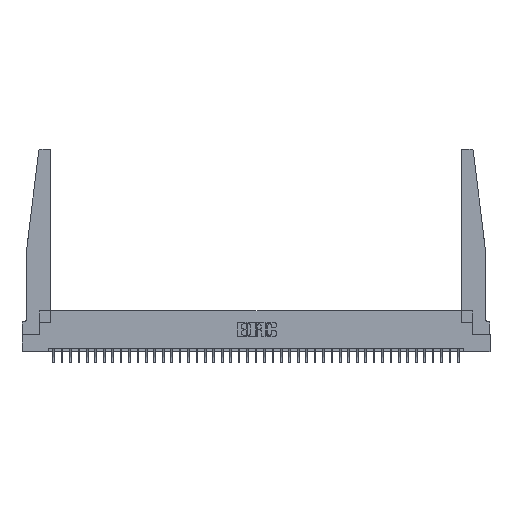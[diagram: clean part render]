
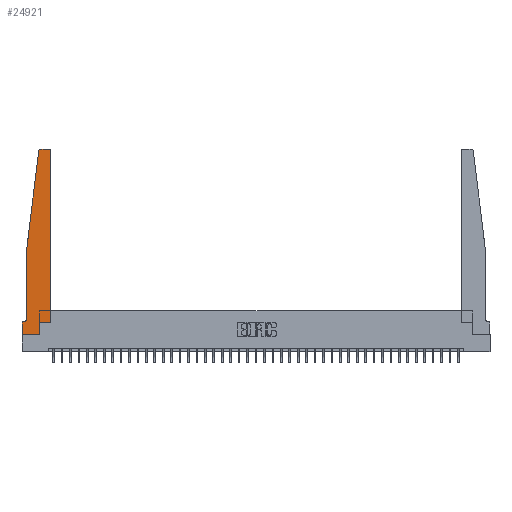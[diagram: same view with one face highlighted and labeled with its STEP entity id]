
A CAD part, top view. The second image highlights one B-rep face of the part: STEP entity #24921.
In plain terms, the highlighted planar face has unit normal (0, 0, 1).
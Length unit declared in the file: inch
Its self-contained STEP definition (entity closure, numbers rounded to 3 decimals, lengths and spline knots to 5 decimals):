
#160 = CARTESIAN_POINT ( 'NONE',  ( 0.425, 2.72, 0.37 ) ) ;
#366 = VECTOR ( 'NONE', #32059, 39.37008 ) ;
#604 = CARTESIAN_POINT ( 'NONE',  ( 0., 0.1875, 0.37 ) ) ;
#968 = CARTESIAN_POINT ( 'NONE',  ( 0.2605, 0.18, 0.37 ) ) ;
#1894 = ORIENTED_EDGE ( 'NONE', *, *, #32363, .T. ) ;
#2272 = CARTESIAN_POINT ( 'NONE',  ( 0., 0., 0.37 ) ) ;
#2992 = AXIS2_PLACEMENT_3D ( 'NONE', #8296, #33429, #3042 ) ;
#3042 = DIRECTION ( 'NONE',  ( -1., 0., 0. ) ) ;
#3298 = DIRECTION ( 'NONE',  ( 0., 0., 1. ) ) ;
#3306 = AXIS2_PLACEMENT_3D ( 'NONE', #14663, #8983, #14305 ) ;
#3323 = DIRECTION ( 'NONE',  ( -1., 0., 0. ) ) ;
#3641 = CARTESIAN_POINT ( 'NONE',  ( 0., 0., 0.37 ) ) ;
#4027 = LINE ( 'NONE', #35696, #32730 ) ;
#5126 = AXIS2_PLACEMENT_3D ( 'NONE', #11546, #3298, #20416 ) ;
#5618 = ORIENTED_EDGE ( 'NONE', *, *, #6806, .T. ) ;
#5783 = ORIENTED_EDGE ( 'NONE', *, *, #5888, .T. ) ;
#5888 = EDGE_CURVE ( 'NONE', #16309, #22688, #11886, .T. ) ;
#6806 = EDGE_CURVE ( 'NONE', #22688, #13672, #4027, .T. ) ;
#7814 = VERTEX_POINT ( 'NONE', #16915 ) ;
#7842 = DIRECTION ( 'NONE',  ( -0.122, -0.992, 0. ) ) ;
#8058 = VECTOR ( 'NONE', #16811, 39.37008 ) ;
#8296 = CARTESIAN_POINT ( 'NONE',  ( 0.015, 0.2375, 0.37 ) ) ;
#8648 = ORIENTED_EDGE ( 'NONE', *, *, #32036, .T. ) ;
#8983 = DIRECTION ( 'NONE',  ( 0., 0., 1. ) ) ;
#10878 = DIRECTION ( 'NONE',  ( 1., 0., 0. ) ) ;
#11546 = CARTESIAN_POINT ( 'NONE',  ( 0.27653, 2.72, 0.37 ) ) ;
#11886 = CIRCLE ( 'NONE', #5126, 0.03 ) ;
#12122 = CARTESIAN_POINT ( 'NONE',  ( 0.425, 0.18, 0.37 ) ) ;
#12256 = VERTEX_POINT ( 'NONE', #25611 ) ;
#12458 = EDGE_CURVE ( 'NONE', #12256, #22176, #23253, .T. ) ;
#12616 = ORIENTED_EDGE ( 'NONE', *, *, #35326, .T. ) ;
#13016 = AXIS2_PLACEMENT_3D ( 'NONE', #30665, #16639, #22272 ) ;
#13672 = VERTEX_POINT ( 'NONE', #29785 ) ;
#13689 = LINE ( 'NONE', #24999, #8058 ) ;
#13710 = CIRCLE ( 'NONE', #3306, 0.03 ) ;
#14305 = DIRECTION ( 'NONE',  ( 1., 0., 0. ) ) ;
#14465 = DIRECTION ( 'NONE',  ( 0., 1., 0. ) ) ;
#14586 = CARTESIAN_POINT ( 'NONE',  ( 0.425, 0.18, 0.37 ) ) ;
#14663 = CARTESIAN_POINT ( 'NONE',  ( 0.395, 2.72, 0.37 ) ) ;
#15427 = VECTOR ( 'NONE', #35395, 39.37008 ) ;
#16026 = VERTEX_POINT ( 'NONE', #34010 ) ;
#16309 = VERTEX_POINT ( 'NONE', #27316 ) ;
#16370 = CARTESIAN_POINT ( 'NONE',  ( 0.015, 0.1875, 0.37 ) ) ;
#16639 = DIRECTION ( 'NONE',  ( 0., 0., 1. ) ) ;
#16811 = DIRECTION ( 'NONE',  ( -1., 0., 0. ) ) ;
#16915 = CARTESIAN_POINT ( 'NONE',  ( 0.065, 0.2375, 0.37 ) ) ;
#18316 = VECTOR ( 'NONE', #21076, 39.37008 ) ;
#18407 = ORIENTED_EDGE ( 'NONE', *, *, #31158, .T. ) ;
#18424 = LINE ( 'NONE', #27002, #15427 ) ;
#18828 = VECTOR ( 'NONE', #3323, 39.37008 ) ;
#19260 = EDGE_CURVE ( 'NONE', #7814, #32286, #30975, .T. ) ;
#19315 = CARTESIAN_POINT ( 'NONE',  ( 0.24675, 2.72367, 0.37 ) ) ;
#20416 = DIRECTION ( 'NONE',  ( 1., 0., 0. ) ) ;
#20588 = LINE ( 'NONE', #31057, #18828 ) ;
#21076 = DIRECTION ( 'NONE',  ( 0., -1., 0. ) ) ;
#21274 = ORIENTED_EDGE ( 'NONE', *, *, #27116, .T. ) ;
#21762 = VECTOR ( 'NONE', #10878, 39.37008 ) ;
#22168 = LINE ( 'NONE', #2272, #21762 ) ;
#22176 = VERTEX_POINT ( 'NONE', #160 ) ;
#22272 = DIRECTION ( 'NONE',  ( 1., 0., 0. ) ) ;
#22688 = VERTEX_POINT ( 'NONE', #19315 ) ;
#22832 = LINE ( 'NONE', #968, #25872 ) ;
#23253 = LINE ( 'NONE', #14586, #23721 ) ;
#23530 = EDGE_CURVE ( 'NONE', #22176, #32217, #13710, .T. ) ;
#23721 = VECTOR ( 'NONE', #14465, 39.37008 ) ;
#24733 = LINE ( 'NONE', #12122, #366 ) ;
#24921 = ADVANCED_FACE ( 'NONE', ( #29276 ), #33689, .T. ) ;
#24999 = CARTESIAN_POINT ( 'NONE',  ( 0.25, 2.75, 0.37 ) ) ;
#25089 = VERTEX_POINT ( 'NONE', #604 ) ;
#25465 = ORIENTED_EDGE ( 'NONE', *, *, #32375, .T. ) ;
#25611 = CARTESIAN_POINT ( 'NONE',  ( 0.425, 0.18, 0.37 ) ) ;
#25777 = CARTESIAN_POINT ( 'NONE',  ( 0.2605, 0., 0.37 ) ) ;
#25872 = VECTOR ( 'NONE', #31840, 39.37008 ) ;
#26942 = VERTEX_POINT ( 'NONE', #25777 ) ;
#27002 = CARTESIAN_POINT ( 'NONE',  ( 0.065, 1.25, 0.37 ) ) ;
#27116 = EDGE_CURVE ( 'NONE', #16026, #12256, #24733, .T. ) ;
#27316 = CARTESIAN_POINT ( 'NONE',  ( 0.27653, 2.75, 0.37 ) ) ;
#29276 = FACE_OUTER_BOUND ( 'NONE', #30299, .T. ) ;
#29686 = CARTESIAN_POINT ( 'NONE',  ( 0.395, 2.75, 0.37 ) ) ;
#29785 = CARTESIAN_POINT ( 'NONE',  ( 0.065, 1.25, 0.37 ) ) ;
#29906 = VERTEX_POINT ( 'NONE', #3641 ) ;
#30105 = ORIENTED_EDGE ( 'NONE', *, *, #19260, .T. ) ;
#30299 = EDGE_LOOP ( 'NONE', ( #25465, #5783, #5618, #1894, #30105, #18407, #32134, #12616, #8648, #21274, #34598, #34204 ) ) ;
#30665 = CARTESIAN_POINT ( 'NONE',  ( 0., 0.1875, 0.37 ) ) ;
#30975 = CIRCLE ( 'NONE', #2992, 0.05 ) ;
#31057 = CARTESIAN_POINT ( 'NONE',  ( 0.065, 0.1875, 0.37 ) ) ;
#31158 = EDGE_CURVE ( 'NONE', #32286, #25089, #20588, .T. ) ;
#31840 = DIRECTION ( 'NONE',  ( 0., 1., 0. ) ) ;
#32036 = EDGE_CURVE ( 'NONE', #26942, #16026, #22832, .T. ) ;
#32059 = DIRECTION ( 'NONE',  ( 1., 0., 0. ) ) ;
#32134 = ORIENTED_EDGE ( 'NONE', *, *, #33869, .T. ) ;
#32217 = VERTEX_POINT ( 'NONE', #29686 ) ;
#32286 = VERTEX_POINT ( 'NONE', #16370 ) ;
#32363 = EDGE_CURVE ( 'NONE', #13672, #7814, #18424, .T. ) ;
#32375 = EDGE_CURVE ( 'NONE', #32217, #16309, #13689, .T. ) ;
#32730 = VECTOR ( 'NONE', #7842, 39.37008 ) ;
#33155 = LINE ( 'NONE', #34849, #18316 ) ;
#33429 = DIRECTION ( 'NONE',  ( 0., 0., -1. ) ) ;
#33689 = PLANE ( 'NONE',  #13016 ) ;
#33869 = EDGE_CURVE ( 'NONE', #25089, #29906, #33155, .T. ) ;
#34010 = CARTESIAN_POINT ( 'NONE',  ( 0.2605, 0.18, 0.37 ) ) ;
#34204 = ORIENTED_EDGE ( 'NONE', *, *, #23530, .T. ) ;
#34598 = ORIENTED_EDGE ( 'NONE', *, *, #12458, .T. ) ;
#34849 = CARTESIAN_POINT ( 'NONE',  ( 0., 0., 0.37 ) ) ;
#35326 = EDGE_CURVE ( 'NONE', #29906, #26942, #22168, .T. ) ;
#35395 = DIRECTION ( 'NONE',  ( 0., -1., 0. ) ) ;
#35696 = CARTESIAN_POINT ( 'NONE',  ( 0.065, 1.25, 0.37 ) ) ;
